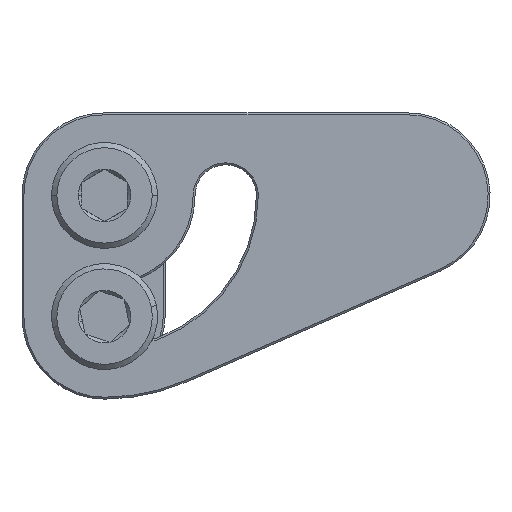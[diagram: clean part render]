
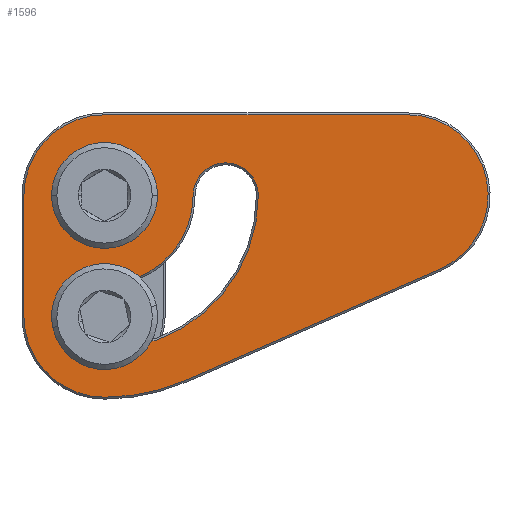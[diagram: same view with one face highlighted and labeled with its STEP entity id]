
A CAD part, front view. The second image highlights one B-rep face of the part: STEP entity #1596.
In plain terms, the highlighted planar face has unit normal (0, -1, 0).
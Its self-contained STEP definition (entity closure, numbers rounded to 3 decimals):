
#49 = CIRCLE ( 'NONE', #8495, 2.15 ) ;
#71 = CARTESIAN_POINT ( 'NONE',  ( 0., 0., 5.325 ) ) ;
#504 = DIRECTION ( 'NONE',  ( 0., -1., 0. ) ) ;
#563 = PLANE ( 'NONE',  #1957 ) ;
#610 = EDGE_CURVE ( 'NONE', #13504, #7775, #3225, .T. ) ;
#702 = VERTEX_POINT ( 'NONE', #15062 ) ;
#984 = LINE ( 'NONE', #8409, #2515 ) ;
#1106 = CARTESIAN_POINT ( 'NONE',  ( 5.85, 0., 0. ) ) ;
#1245 = DIRECTION ( 'NONE',  ( 0., 0., 1. ) ) ;
#1450 = CIRCLE ( 'NONE', #2128, 10.15 ) ;
#1546 = FACE_BOUND ( 'NONE', #15335, .T. ) ;
#1596 = ADVANCED_FACE ( 'NONE', ( #3077, #1546, #13898 ), #563, .F. ) ;
#1638 = VERTEX_POINT ( 'NONE', #13746 ) ;
#1957 = AXIS2_PLACEMENT_3D ( 'NONE', #9354, #12060, #10697 ) ;
#2124 = EDGE_LOOP ( 'NONE', ( #9358, #9792, #18022, #14462, #14056, #15754, #8760 ) ) ;
#2128 = AXIS2_PLACEMENT_3D ( 'NONE', #6765, #15258, #15321 ) ;
#2246 = CARTESIAN_POINT ( 'NONE',  ( 0., 0., -8. ) ) ;
#2358 = VERTEX_POINT ( 'NONE', #7946 ) ;
#2421 = DIRECTION ( 'NONE',  ( 0., 0., 1. ) ) ;
#2515 = VECTOR ( 'NONE', #15549, 1000. ) ;
#2567 = ORIENTED_EDGE ( 'NONE', *, *, #11067, .T. ) ;
#2583 = DIRECTION ( 'NONE',  ( 0., -1., 0. ) ) ;
#2597 = VERTEX_POINT ( 'NONE', #8435 ) ;
#3077 = FACE_BOUND ( 'NONE', #8960, .T. ) ;
#3088 = AXIS2_PLACEMENT_3D ( 'NONE', #8907, #504, #10340 ) ;
#3197 = CARTESIAN_POINT ( 'NONE',  ( 0., 0., 5.325 ) ) ;
#3225 = LINE ( 'NONE', #13448, #13374 ) ;
#3226 = AXIS2_PLACEMENT_3D ( 'NONE', #17760, #2583, #9676 ) ;
#3236 = DIRECTION ( 'NONE',  ( 0., 0., 1. ) ) ;
#3242 = CARTESIAN_POINT ( 'NONE',  ( -5.325, 0., -8. ) ) ;
#3957 = CARTESIAN_POINT ( 'NONE',  ( 0., 0., 0. ) ) ;
#3960 = DIRECTION ( 'NONE',  ( 0., 1., 0. ) ) ;
#4264 = EDGE_CURVE ( 'NONE', #14362, #2597, #14521, .T. ) ;
#4289 = CARTESIAN_POINT ( 'NONE',  ( 0., 0., 0. ) ) ;
#4649 = CIRCLE ( 'NONE', #16961, 2.15 ) ;
#4666 = EDGE_CURVE ( 'NONE', #7775, #10419, #8325, .T. ) ;
#4763 = CARTESIAN_POINT ( 'NONE',  ( 8., 0., 0. ) ) ;
#4885 = CARTESIAN_POINT ( 'NONE',  ( 0., 0., 0. ) ) ;
#5752 = DIRECTION ( 'NONE',  ( 0., 0., 1. ) ) ;
#6086 = CARTESIAN_POINT ( 'NONE',  ( 20., 0., 0. ) ) ;
#6765 = CARTESIAN_POINT ( 'NONE',  ( 0., 0., 0. ) ) ;
#7506 = DIRECTION ( 'NONE',  ( 0., 0., 1. ) ) ;
#7515 = VECTOR ( 'NONE', #10059, 1000. ) ;
#7775 = VERTEX_POINT ( 'NONE', #16835 ) ;
#7946 = CARTESIAN_POINT ( 'NONE',  ( 0., 0., -10.15 ) ) ;
#7987 = ORIENTED_EDGE ( 'NONE', *, *, #12852, .T. ) ;
#8052 = CARTESIAN_POINT ( 'NONE',  ( 0., 0., -8. ) ) ;
#8183 = DIRECTION ( 'NONE',  ( 0., -1., 0. ) ) ;
#8325 = CIRCLE ( 'NONE', #13787, 5.325 ) ;
#8409 = CARTESIAN_POINT ( 'NONE',  ( -5.325, 0., -8. ) ) ;
#8435 = CARTESIAN_POINT ( 'NONE',  ( -5.325, 0., 0. ) ) ;
#8495 = AXIS2_PLACEMENT_3D ( 'NONE', #4289, #14230, #5752 ) ;
#8548 = ORIENTED_EDGE ( 'NONE', *, *, #8549, .T. ) ;
#8549 = EDGE_CURVE ( 'NONE', #8945, #2358, #1450, .T. ) ;
#8760 = ORIENTED_EDGE ( 'NONE', *, *, #4264, .T. ) ;
#8817 = ORIENTED_EDGE ( 'NONE', *, *, #16841, .T. ) ;
#8907 = CARTESIAN_POINT ( 'NONE',  ( 0., 0., 0. ) ) ;
#8945 = VERTEX_POINT ( 'NONE', #12998 ) ;
#8960 = EDGE_LOOP ( 'NONE', ( #17950, #14993, #8548, #8817 ) ) ;
#9017 = CARTESIAN_POINT ( 'NONE',  ( 20., 0., 5.325 ) ) ;
#9259 = DIRECTION ( 'NONE',  ( 0., 1., 0. ) ) ;
#9354 = CARTESIAN_POINT ( 'NONE',  ( 0., 0., 0. ) ) ;
#9358 = ORIENTED_EDGE ( 'NONE', *, *, #10015, .T. ) ;
#9676 = DIRECTION ( 'NONE',  ( 0., 0., 1. ) ) ;
#9792 = ORIENTED_EDGE ( 'NONE', *, *, #13919, .T. ) ;
#10015 = EDGE_CURVE ( 'NONE', #2597, #10036, #984, .T. ) ;
#10036 = VERTEX_POINT ( 'NONE', #3242 ) ;
#10059 = DIRECTION ( 'NONE',  ( -1., 0., 0. ) ) ;
#10223 = CARTESIAN_POINT ( 'NONE',  ( 0., 0., 2.15 ) ) ;
#10340 = DIRECTION ( 'NONE',  ( 0., 0., 1. ) ) ;
#10419 = VERTEX_POINT ( 'NONE', #9017 ) ;
#10697 = DIRECTION ( 'NONE',  ( 0., 0., 1. ) ) ;
#11067 = EDGE_CURVE ( 'NONE', #1638, #18192, #49, .T. ) ;
#11822 = EDGE_CURVE ( 'NONE', #10419, #14362, #13497, .T. ) ;
#12060 = DIRECTION ( 'NONE',  ( 0., 1., 0. ) ) ;
#12402 = VERTEX_POINT ( 'NONE', #15625 ) ;
#12523 = EDGE_CURVE ( 'NONE', #18050, #8945, #4649, .T. ) ;
#12852 = EDGE_CURVE ( 'NONE', #18192, #1638, #14805, .T. ) ;
#12998 = CARTESIAN_POINT ( 'NONE',  ( 10.15, 0., 0. ) ) ;
#13362 = CIRCLE ( 'NONE', #15797, 5.325 ) ;
#13374 = VECTOR ( 'NONE', #14928, 1000. ) ;
#13405 = CIRCLE ( 'NONE', #16849, 2.15 ) ;
#13448 = CARTESIAN_POINT ( 'NONE',  ( 5.33, 0., -12.213 ) ) ;
#13497 = LINE ( 'NONE', #71, #7515 ) ;
#13504 = VERTEX_POINT ( 'NONE', #14235 ) ;
#13525 = DIRECTION ( 'NONE',  ( 0., 0., 1. ) ) ;
#13746 = CARTESIAN_POINT ( 'NONE',  ( 0., 0., -2.15 ) ) ;
#13787 = AXIS2_PLACEMENT_3D ( 'NONE', #6086, #17435, #7506 ) ;
#13819 = CIRCLE ( 'NONE', #3226, 13.325 ) ;
#13898 = FACE_OUTER_BOUND ( 'NONE', #2124, .T. ) ;
#13919 = EDGE_CURVE ( 'NONE', #10036, #12402, #13362, .T. ) ;
#14056 = ORIENTED_EDGE ( 'NONE', *, *, #4666, .T. ) ;
#14082 = EDGE_CURVE ( 'NONE', #12402, #13504, #13819, .T. ) ;
#14091 = AXIS2_PLACEMENT_3D ( 'NONE', #4885, #3960, #2421 ) ;
#14230 = DIRECTION ( 'NONE',  ( 0., 1., 0. ) ) ;
#14235 = CARTESIAN_POINT ( 'NONE',  ( 5.33, 0., -12.213 ) ) ;
#14362 = VERTEX_POINT ( 'NONE', #3197 ) ;
#14462 = ORIENTED_EDGE ( 'NONE', *, *, #610, .T. ) ;
#14521 = CIRCLE ( 'NONE', #15093, 5.325 ) ;
#14805 = CIRCLE ( 'NONE', #14091, 2.15 ) ;
#14928 = DIRECTION ( 'NONE',  ( 0.917, 0., 0.4 ) ) ;
#14993 = ORIENTED_EDGE ( 'NONE', *, *, #12523, .T. ) ;
#14997 = DIRECTION ( 'NONE',  ( 0., 0., 1. ) ) ;
#15062 = CARTESIAN_POINT ( 'NONE',  ( 0., 0., -5.85 ) ) ;
#15093 = AXIS2_PLACEMENT_3D ( 'NONE', #3957, #8183, #1245 ) ;
#15258 = DIRECTION ( 'NONE',  ( 0., 1., 0. ) ) ;
#15321 = DIRECTION ( 'NONE',  ( 0., 0., 1. ) ) ;
#15335 = EDGE_LOOP ( 'NONE', ( #2567, #7987 ) ) ;
#15549 = DIRECTION ( 'NONE',  ( 0., 0., -1. ) ) ;
#15625 = CARTESIAN_POINT ( 'NONE',  ( 0., 0., -13.325 ) ) ;
#15674 = CIRCLE ( 'NONE', #3088, 5.85 ) ;
#15754 = ORIENTED_EDGE ( 'NONE', *, *, #11822, .T. ) ;
#15790 = DIRECTION ( 'NONE',  ( 0., 1., 0. ) ) ;
#15797 = AXIS2_PLACEMENT_3D ( 'NONE', #8052, #17999, #14997 ) ;
#15833 = EDGE_CURVE ( 'NONE', #702, #18050, #15674, .T. ) ;
#16835 = CARTESIAN_POINT ( 'NONE',  ( 22.13, 0., -4.88 ) ) ;
#16841 = EDGE_CURVE ( 'NONE', #2358, #702, #13405, .T. ) ;
#16849 = AXIS2_PLACEMENT_3D ( 'NONE', #2246, #9259, #13525 ) ;
#16961 = AXIS2_PLACEMENT_3D ( 'NONE', #4763, #15790, #3236 ) ;
#17435 = DIRECTION ( 'NONE',  ( 0., -1., 0. ) ) ;
#17760 = CARTESIAN_POINT ( 'NONE',  ( 0., 0., 0. ) ) ;
#17950 = ORIENTED_EDGE ( 'NONE', *, *, #15833, .T. ) ;
#17999 = DIRECTION ( 'NONE',  ( 0., -1., 0. ) ) ;
#18022 = ORIENTED_EDGE ( 'NONE', *, *, #14082, .T. ) ;
#18050 = VERTEX_POINT ( 'NONE', #1106 ) ;
#18192 = VERTEX_POINT ( 'NONE', #10223 ) ;
